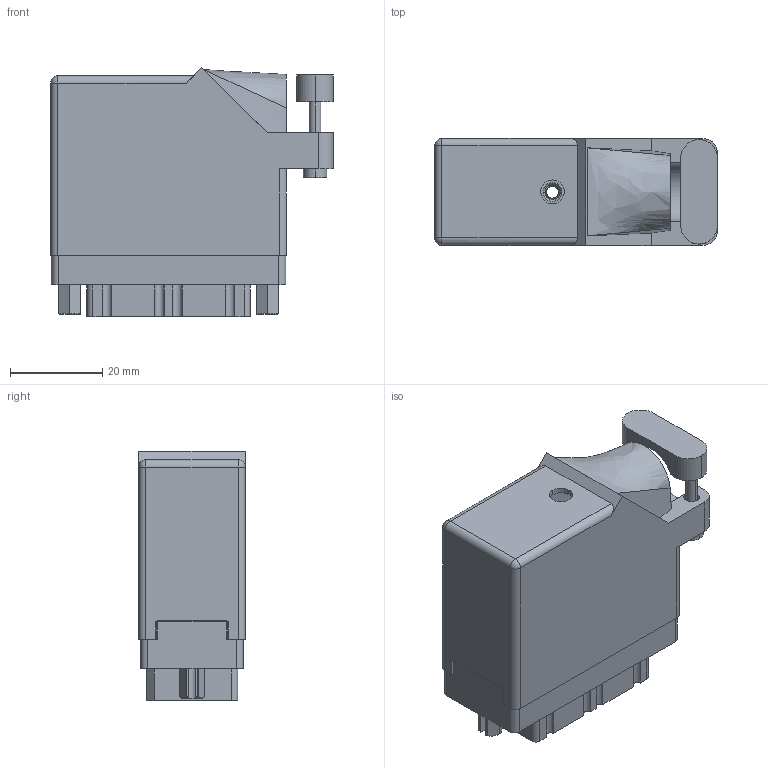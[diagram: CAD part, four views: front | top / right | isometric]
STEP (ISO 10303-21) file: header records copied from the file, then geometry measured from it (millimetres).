
FILE_DESCRIPTION (( 'STEP AP203' ), '1' );
FILE_NAME ('519-036-541-422.STEP', '2020-09-09T22:22:58', ( '' ), ( '' ), 'SwSTEP 2.0', 'SolidWorks 2020', '' );
FILE_SCHEMA (( 'CONFIG_CONTROL_DESIGN' ));
Length unit declared in the file: inch
Products named in the file (8): 516-221-038-102_039; 516-221-038-102_038; 519 Receptacle Insulator_036; 516-230-001_Plastic - 038 Side Entry; 519-036-541-422; 516-252-021-102_038; 516-252-035-100_516-252-035-100; 516-292-001_541 Contact
Assembly tree (43 placements, depth 2):
  519-036-541-422
    519 Receptacle Insulator_036
    516-292-001_541 Contact  x36
    516-252-035-100_516-252-035-100
    516-252-021-102_038  x2
    516-221-038-102_038
    516-221-038-102_039
    516-230-001_Plastic - 038 Side Entry
Bounding box: 61.21 x 23.11 x 53.89 mm (x, y, z)
Volume: 23693.4 mm3; surface area: 36320.5 mm2
Topology: 43 solids, 43 shells, 3730 faces, 10751 edges, 7126 vertices
Faces by surface type: plane 2218, cylinder 1213, bspline 253, cone 44, sphere 2
Entity records: 47291 total; most frequent: CARTESIAN_POINT 14210, ORIENTED_EDGE 6750, DIRECTION 6340, EDGE_CURVE 3375, VECTOR 2282, LINE 2282, VERTEX_POINT 2236, AXIS2_PLACEMENT_3D 2029
